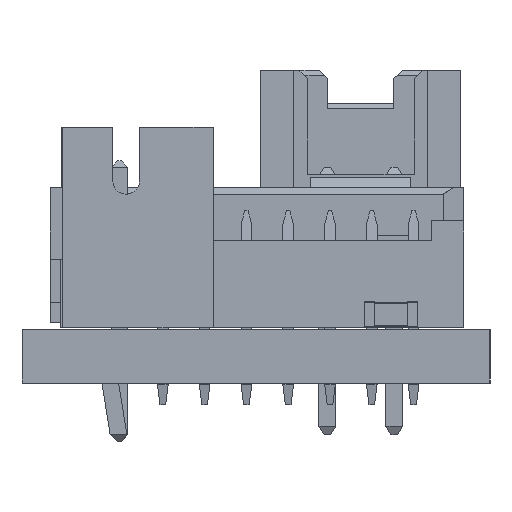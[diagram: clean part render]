
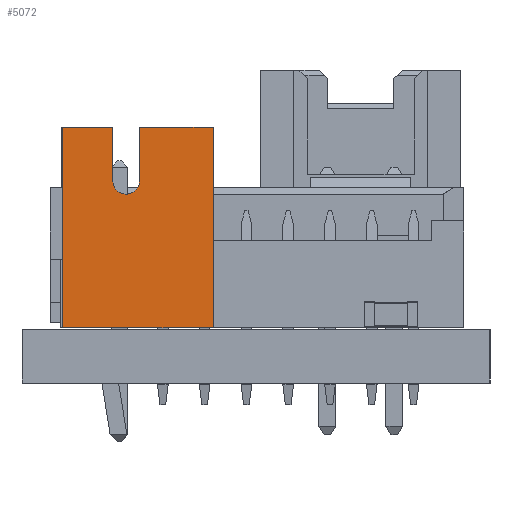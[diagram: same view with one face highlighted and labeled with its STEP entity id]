
A CAD part, left-side view. The second image highlights one B-rep face of the part: STEP entity #5072.
In plain terms, the highlighted planar face has unit normal (-1, 0, 0).
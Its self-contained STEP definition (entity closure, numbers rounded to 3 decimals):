
#2157 = PLANE('',#2158);
#2158 = AXIS2_PLACEMENT_3D('',#2159,#2160,#2161);
#2159 = CARTESIAN_POINT('',(7.95,1.7,0.));
#2160 = DIRECTION('',(0.,-1.,0.));
#2161 = DIRECTION('',(-1.,0.,0.));
#2211 = PLANE('',#2212);
#2212 = AXIS2_PLACEMENT_3D('',#2213,#2214,#2215);
#2213 = CARTESIAN_POINT('',(-1.95,-2.8,0.));
#2214 = DIRECTION('',(0.,1.,0.));
#2215 = DIRECTION('',(1.,0.,0.));
#2266 = PLANE('',#2267);
#2267 = AXIS2_PLACEMENT_3D('',#2268,#2269,#2270);
#2268 = CARTESIAN_POINT('',(3.,-0.55,6.));
#2269 = DIRECTION('',(0.,0.,1.));
#2270 = DIRECTION('',(-1.,0.,0.));
#2416 = VERTEX_POINT('',#2417);
#2417 = CARTESIAN_POINT('',(-1.95,-2.8,0.));
#2433 = PLANE('',#2434);
#2434 = AXIS2_PLACEMENT_3D('',#2435,#2436,#2437);
#2435 = CARTESIAN_POINT('',(3.,-0.55,0.));
#2436 = DIRECTION('',(0.,0.,1.));
#2437 = DIRECTION('',(-1.,0.,0.));
#2445 = EDGE_CURVE('',#2416,#2446,#2448,.T.);
#2446 = VERTEX_POINT('',#2447);
#2447 = CARTESIAN_POINT('',(-1.95,-2.8,6.));
#2448 = SURFACE_CURVE('',#2449,(#2453,#2460),.PCURVE_S1.);
#2449 = LINE('',#2450,#2451);
#2450 = CARTESIAN_POINT('',(-1.95,-2.8,0.));
#2451 = VECTOR('',#2452,1.);
#2452 = DIRECTION('',(0.,0.,1.));
#2453 = PCURVE('',#2211,#2454);
#2454 = DEFINITIONAL_REPRESENTATION('',(#2455),#2459);
#2455 = LINE('',#2456,#2457);
#2456 = CARTESIAN_POINT('',(0.,0.));
#2457 = VECTOR('',#2458,1.);
#2458 = DIRECTION('',(0.,-1.));
#2459 = ( GEOMETRIC_REPRESENTATION_CONTEXT(2) 
PARAMETRIC_REPRESENTATION_CONTEXT() REPRESENTATION_CONTEXT('2D SPACE',''
  ) );
#2460 = PCURVE('',#2461,#2466);
#2461 = PLANE('',#2462);
#2462 = AXIS2_PLACEMENT_3D('',#2463,#2464,#2465);
#2463 = CARTESIAN_POINT('',(-1.95,1.7,0.));
#2464 = DIRECTION('',(1.,0.,0.));
#2465 = DIRECTION('',(0.,-1.,0.));
#2466 = DEFINITIONAL_REPRESENTATION('',(#2467),#2471);
#2467 = LINE('',#2468,#2469);
#2468 = CARTESIAN_POINT('',(4.5,0.));
#2469 = VECTOR('',#2470,1.);
#2470 = DIRECTION('',(0.,-1.));
#2471 = ( GEOMETRIC_REPRESENTATION_CONTEXT(2) 
PARAMETRIC_REPRESENTATION_CONTEXT() REPRESENTATION_CONTEXT('2D SPACE',''
  ) );
#3142 = PLANE('',#3143);
#3143 = AXIS2_PLACEMENT_3D('',#3144,#3145,#3146);
#3144 = CARTESIAN_POINT('',(-0.922,1.185,6.));
#3145 = DIRECTION('',(0.,0.,1.));
#3146 = DIRECTION('',(-1.,0.,0.));
#3346 = VERTEX_POINT('',#3347);
#3347 = CARTESIAN_POINT('',(-1.95,1.7,6.));
#3368 = EDGE_CURVE('',#3369,#3346,#3371,.T.);
#3369 = VERTEX_POINT('',#3370);
#3370 = CARTESIAN_POINT('',(-1.95,1.7,0.));
#3371 = SURFACE_CURVE('',#3372,(#3376,#3383),.PCURVE_S1.);
#3372 = LINE('',#3373,#3374);
#3373 = CARTESIAN_POINT('',(-1.95,1.7,0.));
#3374 = VECTOR('',#3375,1.);
#3375 = DIRECTION('',(0.,0.,1.));
#3376 = PCURVE('',#2157,#3377);
#3377 = DEFINITIONAL_REPRESENTATION('',(#3378),#3382);
#3378 = LINE('',#3379,#3380);
#3379 = CARTESIAN_POINT('',(9.9,0.));
#3380 = VECTOR('',#3381,1.);
#3381 = DIRECTION('',(0.,-1.));
#3382 = ( GEOMETRIC_REPRESENTATION_CONTEXT(2) 
PARAMETRIC_REPRESENTATION_CONTEXT() REPRESENTATION_CONTEXT('2D SPACE',''
  ) );
#3383 = PCURVE('',#2461,#3384);
#3384 = DEFINITIONAL_REPRESENTATION('',(#3385),#3389);
#3385 = LINE('',#3386,#3387);
#3386 = CARTESIAN_POINT('',(0.,0.));
#3387 = VECTOR('',#3388,1.);
#3388 = DIRECTION('',(0.,-1.));
#3389 = ( GEOMETRIC_REPRESENTATION_CONTEXT(2) 
PARAMETRIC_REPRESENTATION_CONTEXT() REPRESENTATION_CONTEXT('2D SPACE',''
  ) );
#4202 = VERTEX_POINT('',#4203);
#4203 = CARTESIAN_POINT('',(-1.95,-0.6,6.));
#4217 = PLANE('',#4218);
#4218 = AXIS2_PLACEMENT_3D('',#4219,#4220,#4221);
#4219 = CARTESIAN_POINT('',(7.95,-0.6,4.4));
#4220 = DIRECTION('',(0.,1.,0.));
#4221 = DIRECTION('',(0.,-0.,1.));
#4229 = EDGE_CURVE('',#4202,#2446,#4230,.T.);
#4230 = SURFACE_CURVE('',#4231,(#4235,#4242),.PCURVE_S1.);
#4231 = LINE('',#4232,#4233);
#4232 = CARTESIAN_POINT('',(-1.95,1.7,6.));
#4233 = VECTOR('',#4234,1.);
#4234 = DIRECTION('',(0.,-1.,0.));
#4235 = PCURVE('',#2266,#4236);
#4236 = DEFINITIONAL_REPRESENTATION('',(#4237),#4241);
#4237 = LINE('',#4238,#4239);
#4238 = CARTESIAN_POINT('',(4.95,-2.25));
#4239 = VECTOR('',#4240,1.);
#4240 = DIRECTION('',(0.,1.));
#4241 = ( GEOMETRIC_REPRESENTATION_CONTEXT(2) 
PARAMETRIC_REPRESENTATION_CONTEXT() REPRESENTATION_CONTEXT('2D SPACE',''
  ) );
#4242 = PCURVE('',#2461,#4243);
#4243 = DEFINITIONAL_REPRESENTATION('',(#4244),#4248);
#4244 = LINE('',#4245,#4246);
#4245 = CARTESIAN_POINT('',(0.,-6.));
#4246 = VECTOR('',#4247,1.);
#4247 = DIRECTION('',(1.,0.));
#4248 = ( GEOMETRIC_REPRESENTATION_CONTEXT(2) 
PARAMETRIC_REPRESENTATION_CONTEXT() REPRESENTATION_CONTEXT('2D SPACE',''
  ) );
#4255 = EDGE_CURVE('',#3369,#2416,#4256,.T.);
#4256 = SURFACE_CURVE('',#4257,(#4261,#4268),.PCURVE_S1.);
#4257 = LINE('',#4258,#4259);
#4258 = CARTESIAN_POINT('',(-1.95,1.7,0.));
#4259 = VECTOR('',#4260,1.);
#4260 = DIRECTION('',(0.,-1.,0.));
#4261 = PCURVE('',#2433,#4262);
#4262 = DEFINITIONAL_REPRESENTATION('',(#4263),#4267);
#4263 = LINE('',#4264,#4265);
#4264 = CARTESIAN_POINT('',(4.95,-2.25));
#4265 = VECTOR('',#4266,1.);
#4266 = DIRECTION('',(0.,1.));
#4267 = ( GEOMETRIC_REPRESENTATION_CONTEXT(2) 
PARAMETRIC_REPRESENTATION_CONTEXT() REPRESENTATION_CONTEXT('2D SPACE',''
  ) );
#4268 = PCURVE('',#2461,#4269);
#4269 = DEFINITIONAL_REPRESENTATION('',(#4270),#4274);
#4270 = LINE('',#4271,#4272);
#4271 = CARTESIAN_POINT('',(0.,0.));
#4272 = VECTOR('',#4273,1.);
#4273 = DIRECTION('',(1.,0.));
#4274 = ( GEOMETRIC_REPRESENTATION_CONTEXT(2) 
PARAMETRIC_REPRESENTATION_CONTEXT() REPRESENTATION_CONTEXT('2D SPACE',''
  ) );
#5072 = ADVANCED_FACE('',(#5073),#2461,.F.);
#5073 = FACE_BOUND('',#5074,.F.);
#5074 = EDGE_LOOP('',(#5075,#5076,#5077,#5100,#5128,#5157,#5178,#5179));
#5075 = ORIENTED_EDGE('',*,*,#4255,.F.);
#5076 = ORIENTED_EDGE('',*,*,#3368,.T.);
#5077 = ORIENTED_EDGE('',*,*,#5078,.T.);
#5078 = EDGE_CURVE('',#3346,#5079,#5081,.T.);
#5079 = VERTEX_POINT('',#5080);
#5080 = CARTESIAN_POINT('',(-1.95,0.2,6.));
#5081 = SURFACE_CURVE('',#5082,(#5086,#5093),.PCURVE_S1.);
#5082 = LINE('',#5083,#5084);
#5083 = CARTESIAN_POINT('',(-1.95,1.7,6.));
#5084 = VECTOR('',#5085,1.);
#5085 = DIRECTION('',(0.,-1.,0.));
#5086 = PCURVE('',#2461,#5087);
#5087 = DEFINITIONAL_REPRESENTATION('',(#5088),#5092);
#5088 = LINE('',#5089,#5090);
#5089 = CARTESIAN_POINT('',(0.,-6.));
#5090 = VECTOR('',#5091,1.);
#5091 = DIRECTION('',(1.,0.));
#5092 = ( GEOMETRIC_REPRESENTATION_CONTEXT(2) 
PARAMETRIC_REPRESENTATION_CONTEXT() REPRESENTATION_CONTEXT('2D SPACE',''
  ) );
#5093 = PCURVE('',#3142,#5094);
#5094 = DEFINITIONAL_REPRESENTATION('',(#5095),#5099);
#5095 = LINE('',#5096,#5097);
#5096 = CARTESIAN_POINT('',(1.028,-0.515));
#5097 = VECTOR('',#5098,1.);
#5098 = DIRECTION('',(0.,1.));
#5099 = ( GEOMETRIC_REPRESENTATION_CONTEXT(2) 
PARAMETRIC_REPRESENTATION_CONTEXT() REPRESENTATION_CONTEXT('2D SPACE',''
  ) );
#5100 = ORIENTED_EDGE('',*,*,#5101,.T.);
#5101 = EDGE_CURVE('',#5079,#5102,#5104,.T.);
#5102 = VERTEX_POINT('',#5103);
#5103 = CARTESIAN_POINT('',(-1.95,0.2,4.4));
#5104 = SURFACE_CURVE('',#5105,(#5109,#5116),.PCURVE_S1.);
#5105 = LINE('',#5106,#5107);
#5106 = CARTESIAN_POINT('',(-1.95,0.2,3.));
#5107 = VECTOR('',#5108,1.);
#5108 = DIRECTION('',(-0.,0.,-1.));
#5109 = PCURVE('',#2461,#5110);
#5110 = DEFINITIONAL_REPRESENTATION('',(#5111),#5115);
#5111 = LINE('',#5112,#5113);
#5112 = CARTESIAN_POINT('',(1.5,-3.));
#5113 = VECTOR('',#5114,1.);
#5114 = DIRECTION('',(-0.,1.));
#5115 = ( GEOMETRIC_REPRESENTATION_CONTEXT(2) 
PARAMETRIC_REPRESENTATION_CONTEXT() REPRESENTATION_CONTEXT('2D SPACE',''
  ) );
#5116 = PCURVE('',#5117,#5122);
#5117 = PLANE('',#5118);
#5118 = AXIS2_PLACEMENT_3D('',#5119,#5120,#5121);
#5119 = CARTESIAN_POINT('',(7.95,0.2,6.));
#5120 = DIRECTION('',(0.,-1.,0.));
#5121 = DIRECTION('',(-0.,0.,-1.));
#5122 = DEFINITIONAL_REPRESENTATION('',(#5123),#5127);
#5123 = LINE('',#5124,#5125);
#5124 = CARTESIAN_POINT('',(3.,-9.9));
#5125 = VECTOR('',#5126,1.);
#5126 = DIRECTION('',(1.,0.));
#5127 = ( GEOMETRIC_REPRESENTATION_CONTEXT(2) 
PARAMETRIC_REPRESENTATION_CONTEXT() REPRESENTATION_CONTEXT('2D SPACE',''
  ) );
#5128 = ORIENTED_EDGE('',*,*,#5129,.F.);
#5129 = EDGE_CURVE('',#5130,#5102,#5132,.T.);
#5130 = VERTEX_POINT('',#5131);
#5131 = CARTESIAN_POINT('',(-1.95,-0.6,4.4));
#5132 = SURFACE_CURVE('',#5133,(#5138,#5145),.PCURVE_S1.);
#5133 = CIRCLE('',#5134,0.4);
#5134 = AXIS2_PLACEMENT_3D('',#5135,#5136,#5137);
#5135 = CARTESIAN_POINT('',(-1.95,-0.2,4.4));
#5136 = DIRECTION('',(1.,0.,0.));
#5137 = DIRECTION('',(0.,1.,0.));
#5138 = PCURVE('',#2461,#5139);
#5139 = DEFINITIONAL_REPRESENTATION('',(#5140),#5144);
#5140 = CIRCLE('',#5141,0.4);
#5141 = AXIS2_PLACEMENT_2D('',#5142,#5143);
#5142 = CARTESIAN_POINT('',(1.9,-4.4));
#5143 = DIRECTION('',(-1.,0.));
#5144 = ( GEOMETRIC_REPRESENTATION_CONTEXT(2) 
PARAMETRIC_REPRESENTATION_CONTEXT() REPRESENTATION_CONTEXT('2D SPACE',''
  ) );
#5145 = PCURVE('',#5146,#5151);
#5146 = CYLINDRICAL_SURFACE('',#5147,0.4);
#5147 = AXIS2_PLACEMENT_3D('',#5148,#5149,#5150);
#5148 = CARTESIAN_POINT('',(7.95,-0.2,4.4));
#5149 = DIRECTION('',(1.,0.,-0.));
#5150 = DIRECTION('',(0.,1.,0.));
#5151 = DEFINITIONAL_REPRESENTATION('',(#5152),#5156);
#5152 = LINE('',#5153,#5154);
#5153 = CARTESIAN_POINT('',(0.,-9.9));
#5154 = VECTOR('',#5155,1.);
#5155 = DIRECTION('',(1.,0.));
#5156 = ( GEOMETRIC_REPRESENTATION_CONTEXT(2) 
PARAMETRIC_REPRESENTATION_CONTEXT() REPRESENTATION_CONTEXT('2D SPACE',''
  ) );
#5157 = ORIENTED_EDGE('',*,*,#5158,.T.);
#5158 = EDGE_CURVE('',#5130,#4202,#5159,.T.);
#5159 = SURFACE_CURVE('',#5160,(#5164,#5171),.PCURVE_S1.);
#5160 = LINE('',#5161,#5162);
#5161 = CARTESIAN_POINT('',(-1.95,-0.6,2.2));
#5162 = VECTOR('',#5163,1.);
#5163 = DIRECTION('',(0.,0.,1.));
#5164 = PCURVE('',#2461,#5165);
#5165 = DEFINITIONAL_REPRESENTATION('',(#5166),#5170);
#5166 = LINE('',#5167,#5168);
#5167 = CARTESIAN_POINT('',(2.3,-2.2));
#5168 = VECTOR('',#5169,1.);
#5169 = DIRECTION('',(0.,-1.));
#5170 = ( GEOMETRIC_REPRESENTATION_CONTEXT(2) 
PARAMETRIC_REPRESENTATION_CONTEXT() REPRESENTATION_CONTEXT('2D SPACE',''
  ) );
#5171 = PCURVE('',#4217,#5172);
#5172 = DEFINITIONAL_REPRESENTATION('',(#5173),#5177);
#5173 = LINE('',#5174,#5175);
#5174 = CARTESIAN_POINT('',(-2.2,-9.9));
#5175 = VECTOR('',#5176,1.);
#5176 = DIRECTION('',(1.,0.));
#5177 = ( GEOMETRIC_REPRESENTATION_CONTEXT(2) 
PARAMETRIC_REPRESENTATION_CONTEXT() REPRESENTATION_CONTEXT('2D SPACE',''
  ) );
#5178 = ORIENTED_EDGE('',*,*,#4229,.T.);
#5179 = ORIENTED_EDGE('',*,*,#2445,.F.);
